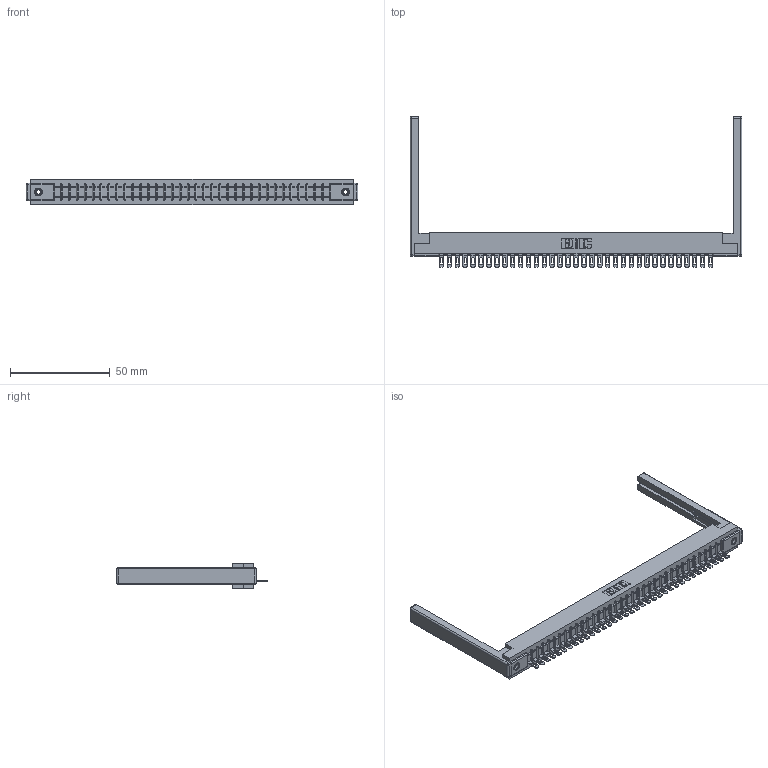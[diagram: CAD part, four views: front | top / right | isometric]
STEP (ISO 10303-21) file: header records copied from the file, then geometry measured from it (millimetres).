
FILE_DESCRIPTION (( 'STEP AP203' ), '1' );
FILE_NAME ('307-035-401-168.STEP', '2020-09-28T23:17:48', ( '' ), ( '' ), 'SwSTEP 2.0', 'SolidWorks 2020', '' );
FILE_SCHEMA (( 'CONFIG_CONTROL_DESIGN' ));
Length unit declared in the file: inch
Products named in the file (5): 307-290-002_501; 307-035-401-168; 307 Part_.156 Dia Mounting Holes; 345-250-001_345-250-001-102; 307-220-068
Assembly tree (40 placements, depth 2):
  307-035-401-168
    307 Part_.156 Dia Mounting Holes
    307-290-002_501  x35
    307-220-068  x2
    345-250-001_345-250-001-102  x2
Bounding box: 166.12 x 75.39 x 12.7 mm (x, y, z)
Volume: 22132.4 mm3; surface area: 26368.4 mm2
Topology: 40 solids, 40 shells, 2968 faces, 9043 edges, 5910 vertices
Faces by surface type: plane 1698, cylinder 1174, sphere 80, cone 12, torus 4
Entity records: 34421 total; most frequent: CARTESIAN_POINT 5769, ORIENTED_EDGE 5748, DIRECTION 5630, EDGE_CURVE 2874, LINE 2192, VECTOR 2192, VERTEX_POINT 1858, AXIS2_PLACEMENT_3D 1719
